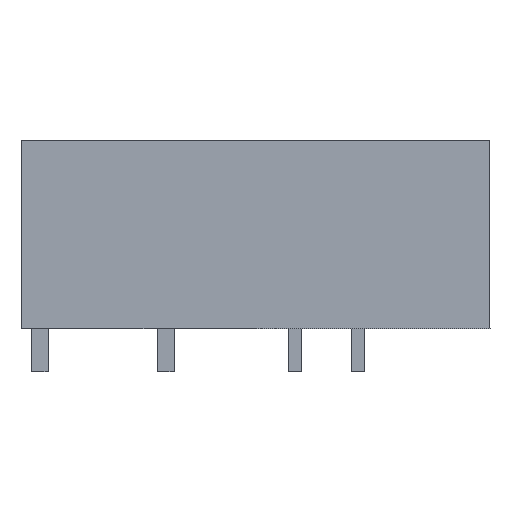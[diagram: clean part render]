
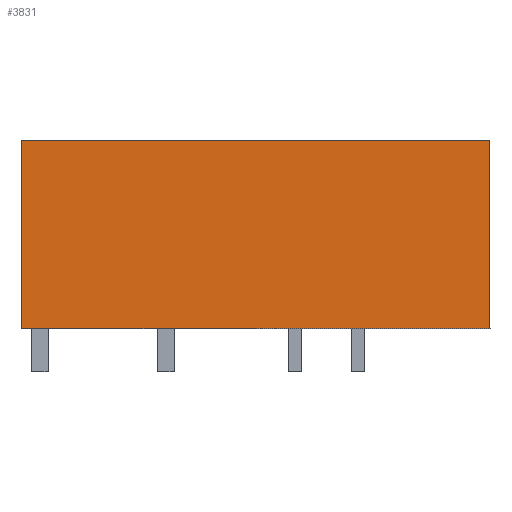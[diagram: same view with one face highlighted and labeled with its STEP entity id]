
A CAD part, left-side view. The second image highlights one B-rep face of the part: STEP entity #3831.
In plain terms, the highlighted planar face has unit normal (-1, 0, 0).
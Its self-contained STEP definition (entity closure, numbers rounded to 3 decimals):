
#3818=AXIS2_PLACEMENT_3D('Plane Axis2P3D',#3815,#3816,#3817) ;
#1246=CARTESIAN_POINT('Vertex',(0.,28.3,2.6)) ;
#1249=CARTESIAN_POINT('Line Origine',(0.,28.3,8.3)) ;
#1253=CARTESIAN_POINT('Vertex',(0.,28.3,14.)) ;
#1316=CARTESIAN_POINT('Line Origine',(0.,14.15,14.)) ;
#1320=CARTESIAN_POINT('Vertex',(0.,0.,14.)) ;
#3180=CARTESIAN_POINT('Line Origine',(0.,0.,8.3)) ;
#3184=CARTESIAN_POINT('Vertex',(0.,0.,2.6)) ;
#3815=CARTESIAN_POINT('Axis2P3D Location',(0.,28.3,-0.9)) ;
#3820=CARTESIAN_POINT('Line Origine',(0.,14.15,2.6)) ;
#1250=DIRECTION('Vector Direction',(0.,0.,1.)) ;
#1317=DIRECTION('Vector Direction',(0.,1.,0.)) ;
#3181=DIRECTION('Vector Direction',(0.,0.,-1.)) ;
#3816=DIRECTION('Axis2P3D Direction',(-1.,0.,0.)) ;
#3817=DIRECTION('Axis2P3D XDirection',(0.,-1.,0.)) ;
#3821=DIRECTION('Vector Direction',(0.,1.,0.)) ;
#1251=VECTOR('Line Direction',#1250,1.) ;
#1318=VECTOR('Line Direction',#1317,1.) ;
#3182=VECTOR('Line Direction',#3181,1.) ;
#3822=VECTOR('Line Direction',#3821,1.) ;
#3826=ORIENTED_EDGE('',*,*,#3824,.F.) ;
#3827=ORIENTED_EDGE('',*,*,#3186,.F.) ;
#3828=ORIENTED_EDGE('',*,*,#1322,.T.) ;
#3829=ORIENTED_EDGE('',*,*,#1255,.T.) ;
#3831=ADVANCED_FACE('housing',(#3830),#3819,.T.) ;
#1255=EDGE_CURVE('',#1254,#1247,#1252,.F.) ;
#1322=EDGE_CURVE('',#1321,#1254,#1319,.T.) ;
#3186=EDGE_CURVE('',#1321,#3185,#3183,.T.) ;
#3824=EDGE_CURVE('',#3185,#1247,#3823,.T.) ;
#3825=EDGE_LOOP('',(#3826,#3827,#3828,#3829)) ;
#3830=FACE_OUTER_BOUND('',#3825,.T.) ;
#1252=LINE('Line',#1249,#1251) ;
#1319=LINE('Line',#1316,#1318) ;
#3183=LINE('Line',#3180,#3182) ;
#3823=LINE('Line',#3820,#3822) ;
#3819=PLANE('',#3818) ;
#1247=VERTEX_POINT('',#1246) ;
#1254=VERTEX_POINT('',#1253) ;
#1321=VERTEX_POINT('',#1320) ;
#3185=VERTEX_POINT('',#3184) ;
